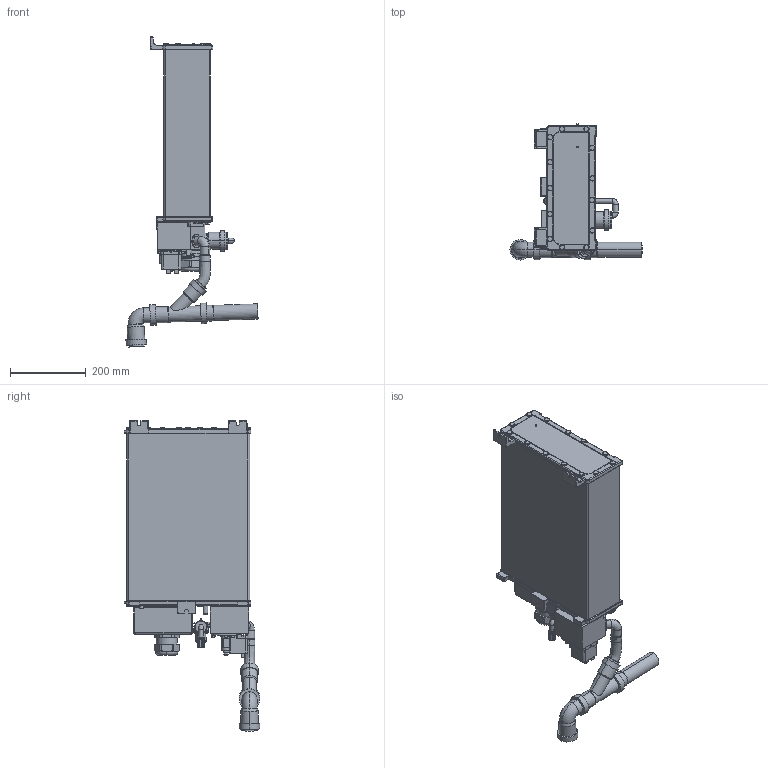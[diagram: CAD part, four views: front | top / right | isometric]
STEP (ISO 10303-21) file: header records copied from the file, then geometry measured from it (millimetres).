
FILE_DESCRIPTION((''),'2;1');
FILE_NAME('INGOMBRI_VEH_XS_NEW','2024-01-29T',('mcortina'),(''),'CREO PARAMETRIC BY PTC INC, 2016050','CREO PARAMETRIC BY PTC INC, 2016050','');
FILE_SCHEMA(('AUTOMOTIVE_DESIGN { 1 0 10303 214 1 1 1 1 }'));
Products named in the file (1): INGOMBRI_VEH_XS_NEW
Bounding box: 348.3 x 357.29 x 817.43 mm (x, y, z)
Volume: 21116248.7 mm3; surface area: 822732.5 mm2
Topology: 1 solids, 1 shells, 2419 faces, 6619 edges, 4244 vertices
Faces by surface type: plane 1033, cylinder 644, bspline 222, extrusion 196, torus 177, cone 91, sphere 56
Entity records: 109069 total; most frequent: CARTESIAN_POINT 33013, ORIENTED_EDGE 13116, DIRECTION 11351, EDGE_CURVE 6558, VERTEX_POINT 4244, AXIS2_PLACEMENT_3D 3989, VECTOR 3373, LINE 3177
